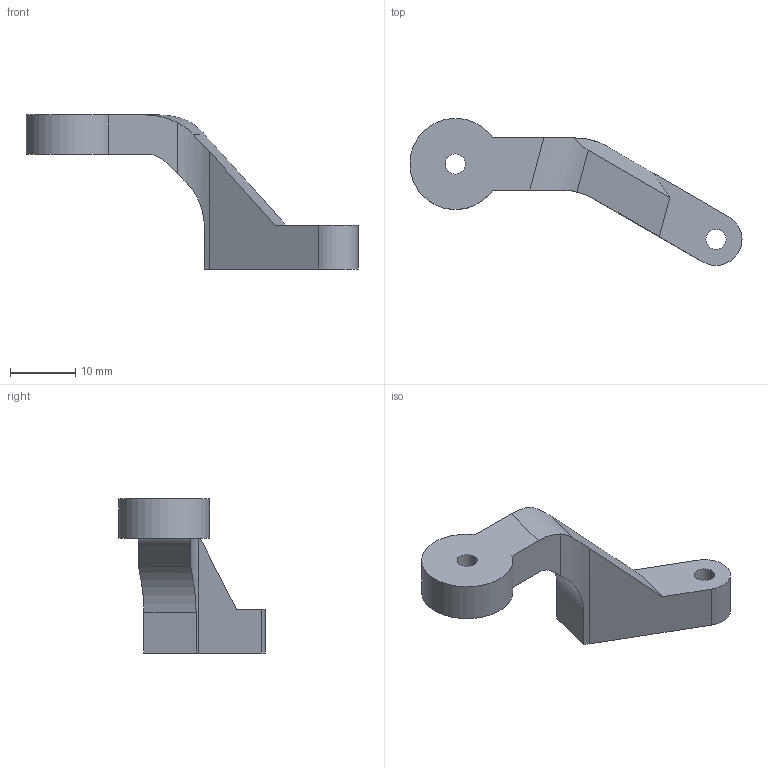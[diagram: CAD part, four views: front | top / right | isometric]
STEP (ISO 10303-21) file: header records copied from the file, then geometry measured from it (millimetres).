
FILE_DESCRIPTION (( 'STEP AP203' ), '1' );
FILE_NAME ('bottom bar pin side mirror.STEP', '2024-10-28T17:09:08', ( '' ), ( '' ), 'SwSTEP 2.0', 'SolidWorks 2023', '' );
FILE_SCHEMA (( 'CONFIG_CONTROL_DESIGN' ));
Length unit declared in the file: millimetre
Products named in the file (1): bottom bar pin side mirror
Bounding box: 50.97 x 22.52 x 23.65 mm (x, y, z)
Volume: 3565.8 mm3; surface area: 2135.4 mm2
Topology: 1 solids, 1 shells, 24 faces, 66 edges, 44 vertices
Faces by surface type: cylinder 12, plane 12
Entity records: 870 total; most frequent: CARTESIAN_POINT 189, ORIENTED_EDGE 132, DIRECTION 120, EDGE_CURVE 66, VERTEX_POINT 44, AXIS2_PLACEMENT_3D 41, LINE 38, VECTOR 38
